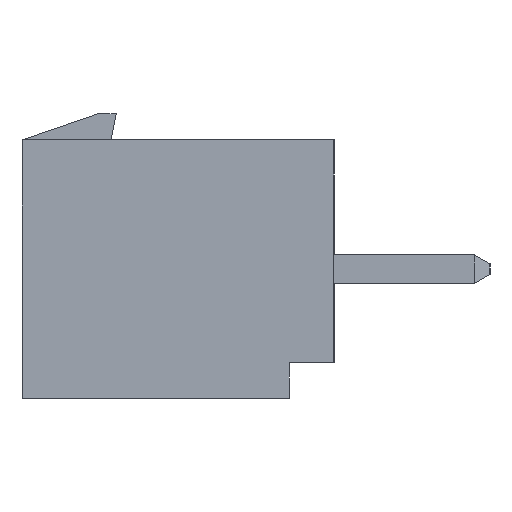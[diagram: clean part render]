
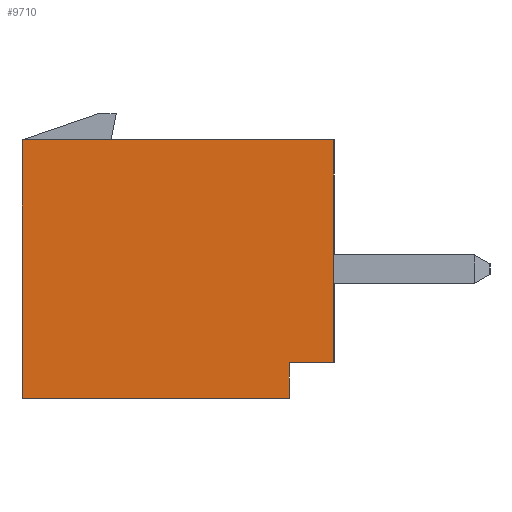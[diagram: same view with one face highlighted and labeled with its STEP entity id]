
A CAD part, left-side view. The second image highlights one B-rep face of the part: STEP entity #9710.
In plain terms, the highlighted planar face has unit normal (-1, 0, 0).
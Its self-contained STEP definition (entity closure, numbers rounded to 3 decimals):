
#30=DIRECTION('',(0.,0.,1.));
#31=VECTOR('',#30,5.);
#32=CARTESIAN_POINT('',(-17.45,0.,-2.1));
#33=LINE('',#32,#31);
#758=DIRECTION('',(0.,1.,0.));
#759=VECTOR('',#758,7.);
#760=CARTESIAN_POINT('',(-17.45,0.,2.9));
#761=LINE('',#760,#759);
#1010=DIRECTION('',(0.,0.,1.));
#1011=VECTOR('',#1010,5.8);
#1012=CARTESIAN_POINT('',(-17.45,7.,-2.9));
#1013=LINE('',#1012,#1011);
#2662=DIRECTION('',(0.,0.,-1.));
#2663=VECTOR('',#2662,0.8);
#2664=CARTESIAN_POINT('',(-17.45,1.,-2.1));
#2665=LINE('',#2664,#2663);
#2669=DIRECTION('',(0.,1.,0.));
#2670=VECTOR('',#2669,6.);
#2671=CARTESIAN_POINT('',(-17.45,1.,-2.9));
#2672=LINE('',#2671,#2670);
#2676=DIRECTION('',(0.,1.,0.));
#2677=VECTOR('',#2676,1.);
#2678=CARTESIAN_POINT('',(-17.45,0.,-2.1));
#2679=LINE('',#2678,#2677);
#6316=CARTESIAN_POINT('',(-17.45,7.,-2.9));
#6317=CARTESIAN_POINT('',(-17.45,7.,2.9));
#6318=VERTEX_POINT('',#6316);
#6319=VERTEX_POINT('',#6317);
#6324=CARTESIAN_POINT('',(-17.45,0.,2.9));
#6325=VERTEX_POINT('',#6324);
#6344=CARTESIAN_POINT('',(-17.45,1.,-2.1));
#6345=CARTESIAN_POINT('',(-17.45,1.,-2.9));
#6346=VERTEX_POINT('',#6344);
#6347=VERTEX_POINT('',#6345);
#6352=CARTESIAN_POINT('',(-17.45,0.,-2.1));
#6353=VERTEX_POINT('',#6352);
#9696=CARTESIAN_POINT('',(-17.45,0.,-2.9));
#9697=DIRECTION('',(-1.,0.,0.));
#9698=DIRECTION('',(0.,0.,1.));
#9699=AXIS2_PLACEMENT_3D('',#9696,#9697,#9698);
#9700=PLANE('',#9699);
#9701=ORIENTED_EDGE('',*,*,#9687,.T.);
#9703=ORIENTED_EDGE('',*,*,#9702,.T.);
#9704=ORIENTED_EDGE('',*,*,#8047,.T.);
#9705=ORIENTED_EDGE('',*,*,#7805,.F.);
#9706=ORIENTED_EDGE('',*,*,#7449,.F.);
#9707=ORIENTED_EDGE('',*,*,#9015,.T.);
#9708=EDGE_LOOP('',(#9701,#9703,#9704,#9705,#9706,#9707));
#9709=FACE_OUTER_BOUND('',#9708,.F.);
#9710=ADVANCED_FACE('',(#9709),#9700,.T.);
#7449=EDGE_CURVE('',#6353,#6325,#33,.T.);
#7805=EDGE_CURVE('',#6325,#6319,#761,.T.);
#8047=EDGE_CURVE('',#6318,#6319,#1013,.T.);
#9015=EDGE_CURVE('',#6353,#6346,#2679,.T.);
#9687=EDGE_CURVE('',#6346,#6347,#2665,.T.);
#9702=EDGE_CURVE('',#6347,#6318,#2672,.T.);
